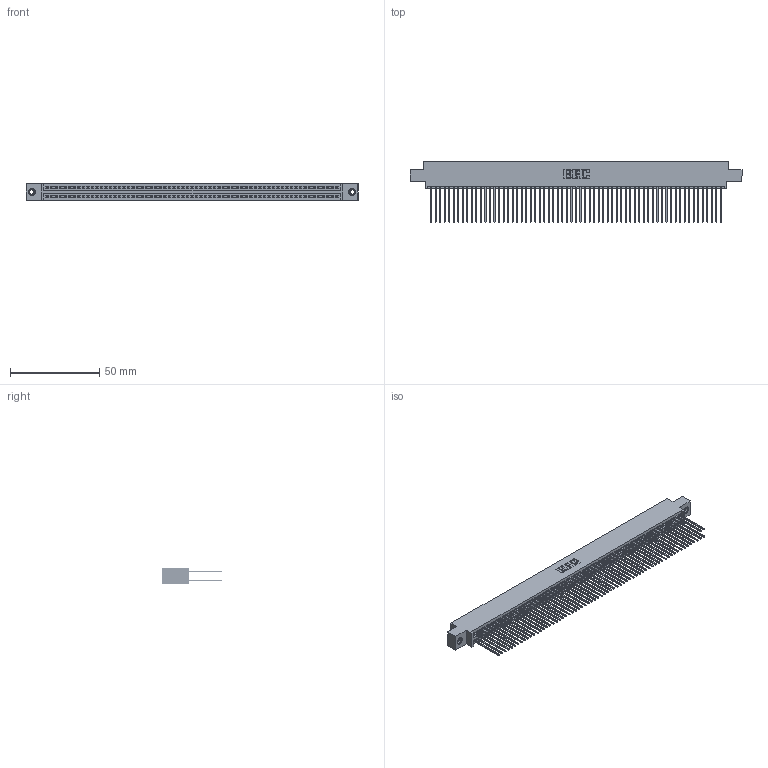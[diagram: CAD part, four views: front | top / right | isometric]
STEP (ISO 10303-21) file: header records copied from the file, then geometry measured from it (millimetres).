
FILE_DESCRIPTION (( 'STEP AP203' ), '1' );
FILE_NAME ('345-130-541-807.STEP', '2019-11-07T14:19:04', ( '' ), ( '' ), 'SwSTEP 2.0', 'SolidWorks 2016', '' );
FILE_SCHEMA (( 'CONFIG_CONTROL_DESIGN' ));
Length unit declared in the file: inch
Products named in the file (4): 345-130-541-807; 345-292-001_345-293-141; 345 Part_0.170 Offset - 0.156 Dia-TI; 345-250-001_345-250-005-103
Assembly tree (133 placements, depth 2):
  345-130-541-807
    345 Part_0.170 Offset - 0.156 Dia-TI
    345-292-001_345-293-141  x130
    345-250-001_345-250-005-103  x2
Bounding box: 186.31 x 33.96 x 9.4 mm (x, y, z)
Volume: 18930.7 mm3; surface area: 32105.5 mm2
Topology: 133 solids, 133 shells, 6690 faces, 19859 edges, 13058 vertices
Faces by surface type: plane 4406, cylinder 2268, cone 12, torus 4
Entity records: 49240 total; most frequent: CARTESIAN_POINT 8215, ORIENTED_EDGE 8142, DIRECTION 7241, EDGE_CURVE 4071, LINE 3659, VECTOR 3659, VERTEX_POINT 2708, AXIS2_PLACEMENT_3D 1791
